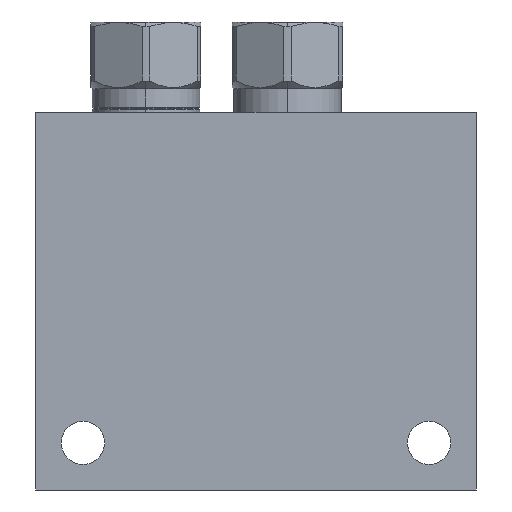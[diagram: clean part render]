
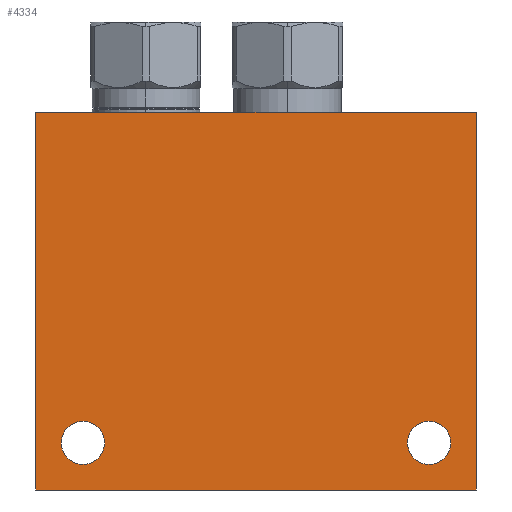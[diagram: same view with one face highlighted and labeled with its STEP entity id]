
A CAD part, front view. The second image highlights one B-rep face of the part: STEP entity #4334.
In plain terms, the highlighted planar face has unit normal (0, -1, 0).
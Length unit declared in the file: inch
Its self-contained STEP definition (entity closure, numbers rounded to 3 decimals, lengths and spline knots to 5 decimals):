
#5=DIRECTION('',(1.,0.,0.));
#6=VECTOR('',#5,3.5);
#7=CARTESIAN_POINT('',(0.,-3.,0.));
#8=LINE('',#7,#6);
#75=DIRECTION('',(0.,0.,1.));
#76=VECTOR('',#75,3.);
#77=CARTESIAN_POINT('',(3.5,-3.,0.));
#78=LINE('',#77,#76);
#119=DIRECTION('',(0.,0.,1.));
#120=VECTOR('',#119,3.);
#121=CARTESIAN_POINT('',(0.,-3.,0.));
#122=LINE('',#121,#120);
#123=CARTESIAN_POINT('',(0.375,-3.,0.375));
#124=DIRECTION('',(0.,1.,0.));
#125=DIRECTION('',(0.,0.,-1.));
#126=AXIS2_PLACEMENT_3D('',#123,#124,#125);
#128=CARTESIAN_POINT('',(0.375,-3.,0.375));
#129=DIRECTION('',(0.,1.,0.));
#130=DIRECTION('',(0.,0.,1.));
#131=AXIS2_PLACEMENT_3D('',#128,#129,#130);
#133=CARTESIAN_POINT('',(3.125,-3.,0.375));
#134=DIRECTION('',(0.,1.,0.));
#135=DIRECTION('',(0.,0.,-1.));
#136=AXIS2_PLACEMENT_3D('',#133,#134,#135);
#138=CARTESIAN_POINT('',(3.125,-3.,0.375));
#139=DIRECTION('',(0.,1.,0.));
#140=DIRECTION('',(0.,0.,1.));
#141=AXIS2_PLACEMENT_3D('',#138,#139,#140);
#155=DIRECTION('',(1.,0.,0.));
#156=VECTOR('',#155,3.5);
#157=CARTESIAN_POINT('',(0.,-3.,3.));
#158=LINE('',#157,#156);
#3733=CARTESIAN_POINT('',(0.,-3.,0.));
#3735=VERTEX_POINT('',#3733);
#3736=CARTESIAN_POINT('',(3.5,-3.,0.));
#3737=VERTEX_POINT('',#3736);
#3741=CARTESIAN_POINT('',(0.,-3.,3.));
#3743=VERTEX_POINT('',#3741);
#3744=CARTESIAN_POINT('',(3.5,-3.,3.));
#3745=VERTEX_POINT('',#3744);
#4151=CARTESIAN_POINT('',(0.375,-3.,0.203));
#4152=CARTESIAN_POINT('',(0.375,-3.,0.547));
#4153=VERTEX_POINT('',#4151);
#4154=VERTEX_POINT('',#4152);
#4163=CARTESIAN_POINT('',(3.125,-3.,0.203));
#4164=CARTESIAN_POINT('',(3.125,-3.,0.547));
#4165=VERTEX_POINT('',#4163);
#4166=VERTEX_POINT('',#4164);
#4310=CARTESIAN_POINT('',(0.,-3.,0.));
#4311=DIRECTION('',(0.,-1.,0.));
#4312=DIRECTION('',(1.,0.,0.));
#4313=AXIS2_PLACEMENT_3D('',#4310,#4311,#4312);
#4314=PLANE('',#4313);
#4315=ORIENTED_EDGE('',*,*,#4204,.F.);
#4316=ORIENTED_EDGE('',*,*,#4229,.T.);
#4318=ORIENTED_EDGE('',*,*,#4317,.T.);
#4319=ORIENTED_EDGE('',*,*,#4278,.F.);
#4320=EDGE_LOOP('',(#4315,#4316,#4318,#4319));
#4321=FACE_OUTER_BOUND('',#4320,.F.);
#4323=ORIENTED_EDGE('',*,*,#4322,.F.);
#4325=ORIENTED_EDGE('',*,*,#4324,.F.);
#4326=EDGE_LOOP('',(#4323,#4325));
#4327=FACE_BOUND('',#4326,.F.);
#4329=ORIENTED_EDGE('',*,*,#4328,.F.);
#4331=ORIENTED_EDGE('',*,*,#4330,.F.);
#4332=EDGE_LOOP('',(#4329,#4331));
#4333=FACE_BOUND('',#4332,.F.);
#4334=ADVANCED_FACE('',(#4321,#4327,#4333),#4314,.T.);
#127=CIRCLE('',#126,0.172);
#132=CIRCLE('',#131,0.172);
#137=CIRCLE('',#136,0.172);
#142=CIRCLE('',#141,0.172);
#4204=EDGE_CURVE('',#3735,#3737,#8,.T.);
#4229=EDGE_CURVE('',#3735,#3743,#122,.T.);
#4278=EDGE_CURVE('',#3737,#3745,#78,.T.);
#4317=EDGE_CURVE('',#3743,#3745,#158,.T.);
#4322=EDGE_CURVE('',#4153,#4154,#127,.T.);
#4324=EDGE_CURVE('',#4154,#4153,#132,.T.);
#4328=EDGE_CURVE('',#4165,#4166,#137,.T.);
#4330=EDGE_CURVE('',#4166,#4165,#142,.T.);
